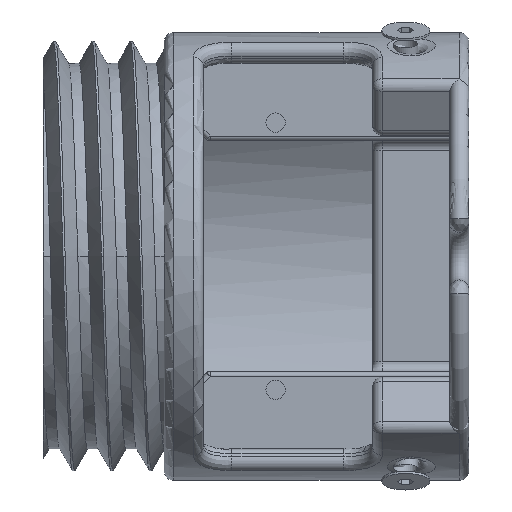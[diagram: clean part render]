
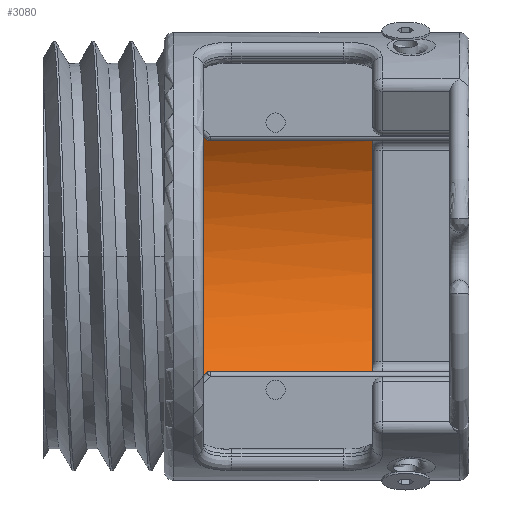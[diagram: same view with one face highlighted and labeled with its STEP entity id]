
A CAD part, front view. The second image highlights one B-rep face of the part: STEP entity #3080.
In plain terms, the highlighted cylindrical face has radius 21 mm (diameter 42 mm), a partial arc.
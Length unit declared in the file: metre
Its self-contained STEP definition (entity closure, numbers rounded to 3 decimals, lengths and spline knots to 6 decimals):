
#112=B_SPLINE_CURVE_WITH_KNOTS('',3,(#9548,#9549,#9550,#9551,#9552,#9553,
#9554,#9555,#9556,#9557),.UNSPECIFIED.,.F.,.F.,(4,2,2,2,4),(-0.314545,
-0.295265,-0.275984,-0.255747,-0.252666),
 .UNSPECIFIED.);
#325=CYLINDRICAL_SURFACE('',#3423,0.021);
#502=FACE_OUTER_BOUND('',#694,.T.);
#694=EDGE_LOOP('',(#2877,#2878,#2879,#2880,#2881,#2882,#2883,#2884,#2885));
#861=LINE('',#13581,#1047);
#877=LINE('',#21322,#1063);
#880=LINE('',#21397,#1066);
#881=LINE('',#21398,#1067);
#1047=VECTOR('',#4104,1.);
#1063=VECTOR('',#4222,1.);
#1066=VECTOR('',#4259,1.);
#1067=VECTOR('',#4260,1.);
#1203=CIRCLE('',#3366,0.021);
#1221=CIRCLE('',#3408,0.021);
#1222=CIRCLE('',#3410,0.021);
#1223=CIRCLE('',#3412,0.021);
#1369=VERTEX_POINT('',#9546);
#1370=VERTEX_POINT('',#9547);
#1505=VERTEX_POINT('',#13573);
#1506=VERTEX_POINT('',#13580);
#1509=VERTEX_POINT('',#13611);
#1510=VERTEX_POINT('',#13613);
#1514=VERTEX_POINT('',#21321);
#1515=VERTEX_POINT('',#21337);
#1517=VERTEX_POINT('',#21347);
#1702=EDGE_CURVE('',#1369,#1370,#112,.T.);
#1920=EDGE_CURVE('',#1506,#1505,#861,.T.);
#1940=EDGE_CURVE('',#1509,#1510,#1203,.F.);
#1966=EDGE_CURVE('',#1514,#1510,#877,.F.);
#1968=EDGE_CURVE('',#1514,#1505,#1221,.T.);
#1969=EDGE_CURVE('',#1506,#1370,#1222,.F.);
#1973=EDGE_CURVE('',#1517,#1515,#1223,.T.);
#1975=EDGE_CURVE('',#1515,#1509,#880,.T.);
#1976=EDGE_CURVE('',#1369,#1517,#881,.T.);
#2877=ORIENTED_EDGE('',*,*,#1975,.F.);
#2878=ORIENTED_EDGE('',*,*,#1973,.F.);
#2879=ORIENTED_EDGE('',*,*,#1976,.F.);
#2880=ORIENTED_EDGE('',*,*,#1702,.T.);
#2881=ORIENTED_EDGE('',*,*,#1969,.F.);
#2882=ORIENTED_EDGE('',*,*,#1920,.T.);
#2883=ORIENTED_EDGE('',*,*,#1968,.F.);
#2884=ORIENTED_EDGE('',*,*,#1966,.T.);
#2885=ORIENTED_EDGE('',*,*,#1940,.F.);
#3080=ADVANCED_FACE('',(#502),#325,.F.);
#3366=AXIS2_PLACEMENT_3D('',#13614,#4137,#4138);
#3408=AXIS2_PLACEMENT_3D('',#21332,#4225,#4226);
#3410=AXIS2_PLACEMENT_3D('',#21334,#4229,#4230);
#3412=AXIS2_PLACEMENT_3D('',#21354,#4234,#4235);
#3423=AXIS2_PLACEMENT_3D('',#21396,#4257,#4258);
#4104=DIRECTION('',(1.,0.,0.));
#4137=DIRECTION('center_axis',(1.,0.,0.));
#4138=DIRECTION('ref_axis',(0.,0.,1.));
#4222=DIRECTION('',(1.,0.,0.));
#4225=DIRECTION('center_axis',(-1.,0.,0.));
#4226=DIRECTION('ref_axis',(0.,0.5,-0.866));
#4229=DIRECTION('center_axis',(-1.,0.,0.));
#4230=DIRECTION('ref_axis',(0.,0.,1.));
#4234=DIRECTION('center_axis',(-1.,0.,0.));
#4235=DIRECTION('ref_axis',(0.,0.5,0.866));
#4257=DIRECTION('center_axis',(1.,0.,0.));
#4258=DIRECTION('ref_axis',(0.,0.,1.));
#4259=DIRECTION('',(-1.,0.,0.));
#4260=DIRECTION('',(1.,0.,0.));
#9546=CARTESIAN_POINT('',(0.053841,0.024198,0.027964));
#9547=CARTESIAN_POINT('',(0.053365,0.023859,0.028115));
#9548=CARTESIAN_POINT('Ctrl Pts',(0.053841,0.024198,
0.027964));
#9549=CARTESIAN_POINT('Ctrl Pts',(0.053777,0.024198,
0.027964));
#9550=CARTESIAN_POINT('Ctrl Pts',(0.053709,0.024185,
0.02797));
#9551=CARTESIAN_POINT('Ctrl Pts',(0.053586,0.024133,
0.027994));
#9552=CARTESIAN_POINT('Ctrl Pts',(0.05353,0.024094,
0.028011));
#9553=CARTESIAN_POINT('Ctrl Pts',(0.053441,0.024006,
0.02805));
#9554=CARTESIAN_POINT('Ctrl Pts',(0.053402,0.023949,
0.028075));
#9555=CARTESIAN_POINT('Ctrl Pts',(0.053372,0.023878,
0.028106));
#9556=CARTESIAN_POINT('Ctrl Pts',(0.053368,0.023869,
0.02811));
#9557=CARTESIAN_POINT('Ctrl Pts',(0.053365,0.023859,
0.028115));
#13573=CARTESIAN_POINT('',(0.080495,0.024198,-0.010264));
#13580=CARTESIAN_POINT('',(0.053365,0.024198,-0.010264));
#13581=CARTESIAN_POINT('',(0.061426,0.024198,-0.010264));
#13611=CARTESIAN_POINT('',(0.073495,0.024444,0.02785));
#13613=CARTESIAN_POINT('',(0.073495,0.024444,-0.01015));
#13614=CARTESIAN_POINT('Origin',(0.073495,0.0155,0.00885));
#21321=CARTESIAN_POINT('',(0.080495,0.024444,-0.01015));
#21322=CARTESIAN_POINT('',(0.051365,0.024444,-0.01015));
#21332=CARTESIAN_POINT('Origin',(0.080495,0.0155,0.00885));
#21334=CARTESIAN_POINT('Origin',(0.053365,0.0155,0.00885));
#21337=CARTESIAN_POINT('',(0.080495,0.024444,0.02785));
#21347=CARTESIAN_POINT('',(0.080495,0.024198,0.027964));
#21354=CARTESIAN_POINT('Origin',(0.080495,0.0155,0.00885));
#21396=CARTESIAN_POINT('Origin',(0.051365,0.0155,0.00885));
#21397=CARTESIAN_POINT('',(0.051365,0.024444,0.02785));
#21398=CARTESIAN_POINT('',(0.051365,0.024198,0.027964));
